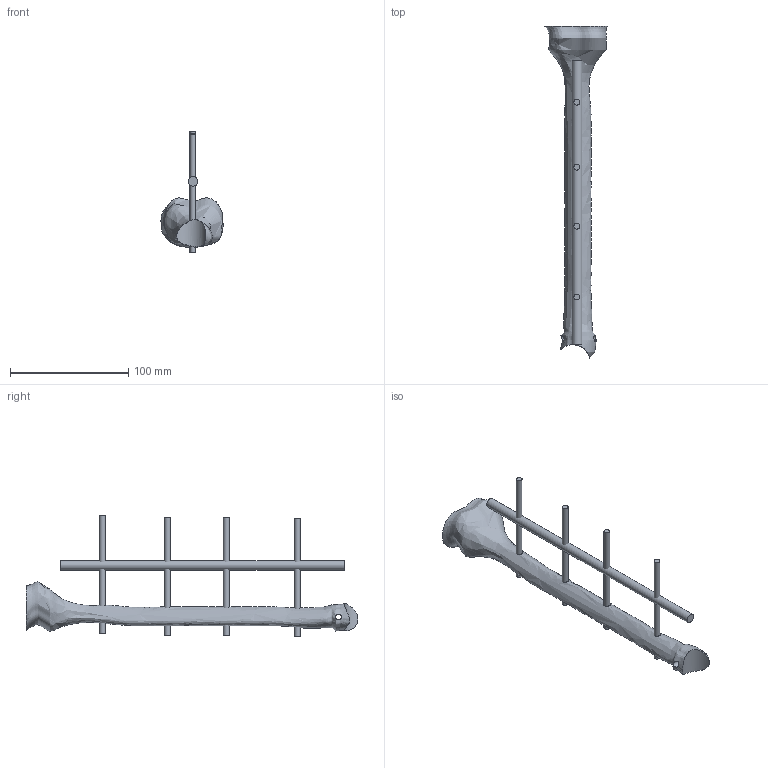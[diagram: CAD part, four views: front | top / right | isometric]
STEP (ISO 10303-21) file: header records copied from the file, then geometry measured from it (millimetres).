
FILE_DESCRIPTION(/* description */ (''),/* implementation_level */ '2;1');
FILE_NAME(/* name */ 'Zespół2.stp',/* time_stamp */ '2017-06-01T12:52:08+02:00',/* author */ ('Magdalena'),/* organization */ (''),/* preprocessor_version */ 'ST-DEVELOPER v16.5',/* originating_system */ 'Autodesk Inventor 2017',/* authorisation */ '');
FILE_SCHEMA (('AUTOMOTIVE_DESIGN { 1 0 10303 214 3 1 1 }'));
Length unit declared in the file: millimetre
Products named in the file (4): Zespół2; Artificial Leg; Część30; Część32
Assembly tree (6 placements, depth 2):
  Zespół2
    Artificial Leg
    Część30  x4
    Część32
Bounding box: 52.57 x 281 x 102.18 mm (x, y, z)
Volume: 103876.6 mm3; surface area: 35660.2 mm2
Topology: 6 solids, 6 shells, 28 faces, 59 edges, 43 vertices
Faces by surface type: plane 12, cylinder 11, cone 4, bspline 1
Full cylindrical faces by diameter (mm): 5 x9, 8 x1
Entity records: 7502 total; most frequent: CARTESIAN_POINT 7018, DIRECTION 75, ORIENTED_EDGE 64, AXIS2_PLACEMENT_3D 37, EDGE_LOOP 32, EDGE_CURVE 32, VERTEX_POINT 30, B_SPLINE_CURVE_WITH_KNOTS 22
